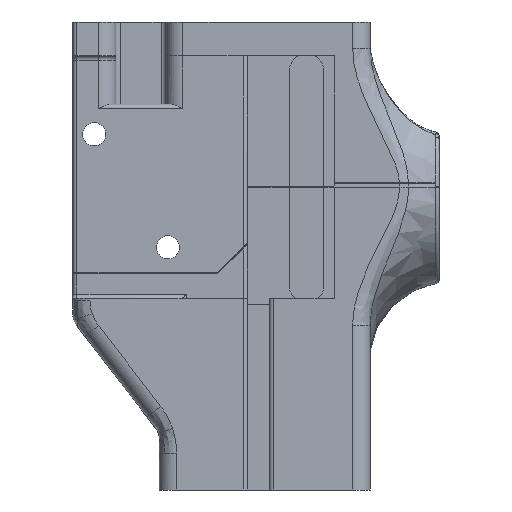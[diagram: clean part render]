
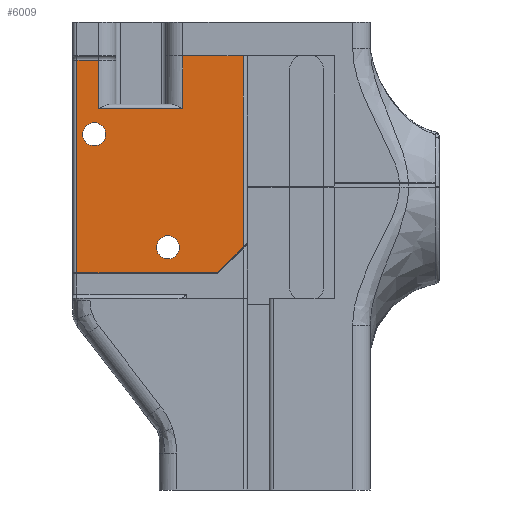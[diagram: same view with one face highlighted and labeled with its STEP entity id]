
A CAD part, front view. The second image highlights one B-rep face of the part: STEP entity #6009.
In plain terms, the highlighted planar face has unit normal (0, -1, 0).
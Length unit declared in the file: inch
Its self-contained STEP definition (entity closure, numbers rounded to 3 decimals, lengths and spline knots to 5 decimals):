
#49=FACE_BOUND('',#1685,.T.);
#50=FACE_BOUND('',#1686,.T.);
#142=PLANE('',#6486);
#424=LINE('',#16491,#826);
#481=LINE('',#17021,#883);
#513=LINE('',#17127,#915);
#514=LINE('',#17130,#916);
#515=LINE('',#17132,#917);
#516=LINE('',#17134,#918);
#517=LINE('',#17135,#919);
#518=LINE('',#17137,#920);
#519=LINE('',#17138,#921);
#826=VECTOR('',#7443,0.3937);
#883=VECTOR('',#7584,0.3937);
#915=VECTOR('',#7684,0.3937);
#916=VECTOR('',#7687,0.3937);
#917=VECTOR('',#7688,0.3937);
#918=VECTOR('',#7689,0.3937);
#919=VECTOR('',#7690,0.3937);
#920=VECTOR('',#7691,0.3937);
#921=VECTOR('',#7692,0.3937);
#1337=FACE_OUTER_BOUND('',#1684,.T.);
#1684=EDGE_LOOP('',(#5158,#5159,#5160,#5161,#5162,#5163,#5164,#5165,#5166,
#5167));
#1685=EDGE_LOOP('',(#5168));
#1686=EDGE_LOOP('',(#5169));
#1936=CIRCLE('',#6411,0.05);
#1973=CIRCLE('',#6487,0.133);
#1974=CIRCLE('',#6488,0.133);
#2691=VERTEX_POINT('',#16488);
#2692=VERTEX_POINT('',#16490);
#2693=VERTEX_POINT('',#16494);
#2749=VERTEX_POINT('',#17007);
#2753=VERTEX_POINT('',#17019);
#2793=VERTEX_POINT('',#17125);
#2794=VERTEX_POINT('',#17129);
#2795=VERTEX_POINT('',#17131);
#2796=VERTEX_POINT('',#17133);
#2797=VERTEX_POINT('',#17136);
#2798=VERTEX_POINT('',#17139);
#2799=VERTEX_POINT('',#17141);
#3484=EDGE_CURVE('',#2692,#2691,#424,.T.);
#3486=EDGE_CURVE('',#2692,#2693,#1936,.T.);
#3581=EDGE_CURVE('',#2753,#2749,#481,.T.);
#3636=EDGE_CURVE('',#2793,#2691,#513,.T.);
#3637=EDGE_CURVE('',#2793,#2794,#514,.T.);
#3638=EDGE_CURVE('',#2795,#2794,#515,.T.);
#3639=EDGE_CURVE('',#2796,#2795,#516,.T.);
#3640=EDGE_CURVE('',#2749,#2796,#517,.T.);
#3641=EDGE_CURVE('',#2797,#2753,#518,.T.);
#3642=EDGE_CURVE('',#2797,#2693,#519,.T.);
#3643=EDGE_CURVE('',#2798,#2798,#1973,.T.);
#3644=EDGE_CURVE('',#2799,#2799,#1974,.T.);
#5158=ORIENTED_EDGE('',*,*,#3486,.F.);
#5159=ORIENTED_EDGE('',*,*,#3484,.T.);
#5160=ORIENTED_EDGE('',*,*,#3636,.F.);
#5161=ORIENTED_EDGE('',*,*,#3637,.T.);
#5162=ORIENTED_EDGE('',*,*,#3638,.F.);
#5163=ORIENTED_EDGE('',*,*,#3639,.F.);
#5164=ORIENTED_EDGE('',*,*,#3640,.F.);
#5165=ORIENTED_EDGE('',*,*,#3581,.F.);
#5166=ORIENTED_EDGE('',*,*,#3641,.F.);
#5167=ORIENTED_EDGE('',*,*,#3642,.T.);
#5168=ORIENTED_EDGE('',*,*,#3643,.T.);
#5169=ORIENTED_EDGE('',*,*,#3644,.T.);
#6009=ADVANCED_FACE('',(#1337,#49,#50),#142,.T.);
#6411=AXIS2_PLACEMENT_3D('',#16495,#7447,#7448);
#6486=AXIS2_PLACEMENT_3D('',#17128,#7685,#7686);
#6487=AXIS2_PLACEMENT_3D('',#17140,#7693,#7694);
#6488=AXIS2_PLACEMENT_3D('',#17142,#7695,#7696);
#7443=DIRECTION('',(0.707,0.,0.707));
#7447=DIRECTION('center_axis',(0.,1.,0.));
#7448=DIRECTION('ref_axis',(0.383,0.,-0.924));
#7584=DIRECTION('',(1.,0.,0.));
#7684=DIRECTION('',(0.,0.,-1.));
#7685=DIRECTION('center_axis',(0.,-1.,0.));
#7686=DIRECTION('ref_axis',(0.,0.,1.));
#7687=DIRECTION('',(-1.,0.,0.));
#7688=DIRECTION('',(0.,0.,1.));
#7689=DIRECTION('',(1.,0.,0.));
#7690=DIRECTION('',(0.,0.,-1.));
#7691=DIRECTION('',(0.,0.,1.));
#7692=DIRECTION('',(1.,0.,0.));
#7693=DIRECTION('center_axis',(0.,1.,0.));
#7694=DIRECTION('ref_axis',(0.,0.,1.));
#7695=DIRECTION('center_axis',(0.,1.,0.));
#7696=DIRECTION('ref_axis',(0.,0.,1.));
#16488=CARTESIAN_POINT('',(-1.03115,2.19,0.30661));
#16490=CARTESIAN_POINT('',(-1.31811,2.19,0.01964));
#16491=CARTESIAN_POINT('',(-1.65116,2.19,-0.3134));
#16494=CARTESIAN_POINT('',(-1.35347,2.19,0.005));
#16495=CARTESIAN_POINT('Origin',(-1.35347,2.19,0.055));
#17007=CARTESIAN_POINT('',(-2.70048,2.19,2.46004));
#17019=CARTESIAN_POINT('',(-2.95,2.19,2.46004));
#17021=CARTESIAN_POINT('',(-1.17448,2.19,2.46004));
#17125=CARTESIAN_POINT('',(-1.03115,2.19,2.51004));
#17127=CARTESIAN_POINT('',(-1.03115,2.19,-0.04962));
#17128=CARTESIAN_POINT('Origin',(-0.85848,2.19,-1.73996));
#17129=CARTESIAN_POINT('',(-1.72774,2.19,2.51004));
#17130=CARTESIAN_POINT('',(-1.49048,2.19,2.51004));
#17131=CARTESIAN_POINT('',(-1.72774,2.19,1.9));
#17132=CARTESIAN_POINT('',(-1.72774,2.19,0.58002));
#17133=CARTESIAN_POINT('',(-2.70048,2.19,1.9));
#17134=CARTESIAN_POINT('',(-1.5363,2.19,1.9));
#17135=CARTESIAN_POINT('',(-2.70048,2.19,0.58002));
#17136=CARTESIAN_POINT('',(-2.95,2.19,0.005));
#17137=CARTESIAN_POINT('',(-2.95,2.19,-1.14069));
#17138=CARTESIAN_POINT('',(-1.10424,2.19,0.005));
#17139=CARTESIAN_POINT('',(-1.9,2.19,0.167));
#17140=CARTESIAN_POINT('Origin',(-1.9,2.19,0.3));
#17141=CARTESIAN_POINT('',(-2.75048,2.19,1.47108));
#17142=CARTESIAN_POINT('Origin',(-2.75048,2.19,1.60408));
